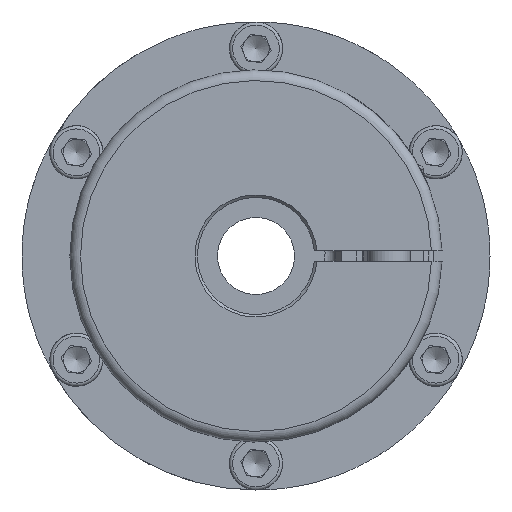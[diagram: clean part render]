
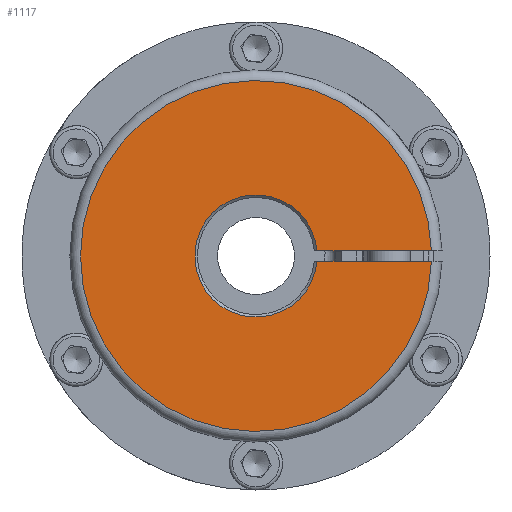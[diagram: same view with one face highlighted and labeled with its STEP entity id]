
A CAD part, left-side view. The second image highlights one B-rep face of the part: STEP entity #1117.
In plain terms, the highlighted planar face has unit normal (-1, 0, 0).
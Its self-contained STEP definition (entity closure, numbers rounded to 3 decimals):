
#1117 = ADVANCED_FACE( '', ( #2663 ), #2664, .F. );
#2663 = FACE_OUTER_BOUND( '', #4686, .T. );
#2664 = PLANE( '', #4687 );
#4686 = EDGE_LOOP( '', ( #8081, #8082, #8083, #8084 ) );
#4687 = AXIS2_PLACEMENT_3D( '', #8085, #8086, #8087 );
#8081 = ORIENTED_EDGE( '', *, *, #12415, .T. );
#8082 = ORIENTED_EDGE( '', *, *, #12416, .T. );
#8083 = ORIENTED_EDGE( '', *, *, #12417, .T. );
#8084 = ORIENTED_EDGE( '', *, *, #11501, .T. );
#8085 = CARTESIAN_POINT( '', ( -54.05, 12.629, 30.488 ) );
#8086 = DIRECTION( '', ( 1., 0., 0. ) );
#8087 = DIRECTION( '', ( 0., 0., 1. ) );
#11501 = EDGE_CURVE( '', #13799, #13797, #13800, .T. );
#12415 = EDGE_CURVE( '', #13797, #15245, #15246, .T. );
#12416 = EDGE_CURVE( '', #15245, #15247, #15248, .T. );
#12417 = EDGE_CURVE( '', #15247, #13799, #15249, .T. );
#13797 = VERTEX_POINT( '', #17617 );
#13799 = VERTEX_POINT( '', #17632 );
#13800 = CIRCLE( '', #17633, 33. );
#15245 = VERTEX_POINT( '', #20380 );
#15246 = LINE( '', #20381, #20382 );
#15247 = VERTEX_POINT( '', #20383 );
#15248 = CIRCLE( '', #20384, 11.5 );
#15249 = LINE( '', #20385, #20386 );
#17617 = CARTESIAN_POINT( '', ( -54.05, -32.985, -1. ) );
#17632 = CARTESIAN_POINT( '', ( -54.05, -32.985, 1. ) );
#17633 = AXIS2_PLACEMENT_3D( '', #23188, #23189, #23190 );
#20380 = CARTESIAN_POINT( '', ( -54.05, -11.456, -1. ) );
#20381 = CARTESIAN_POINT( '', ( -54.05, -38., -1. ) );
#20382 = VECTOR( '', #24492, 1000. );
#20383 = CARTESIAN_POINT( '', ( -54.05, -11.456, 1. ) );
#20384 = AXIS2_PLACEMENT_3D( '', #24493, #24494, #24495 );
#20385 = CARTESIAN_POINT( '', ( -54.05, 0., 1. ) );
#20386 = VECTOR( '', #24496, 1000. );
#23188 = CARTESIAN_POINT( '', ( -54.05, 0., 0. ) );
#23189 = DIRECTION( '', ( -1., 0., 0. ) );
#23190 = DIRECTION( '', ( 0., 0.383, 0.924 ) );
#24492 = DIRECTION( '', ( 0., 1., 0. ) );
#24493 = CARTESIAN_POINT( '', ( -54.05, 0., 0. ) );
#24494 = DIRECTION( '', ( 1., 0., 0. ) );
#24495 = DIRECTION( '', ( 0., 0., -1. ) );
#24496 = DIRECTION( '', ( 0., -1., 0. ) );
